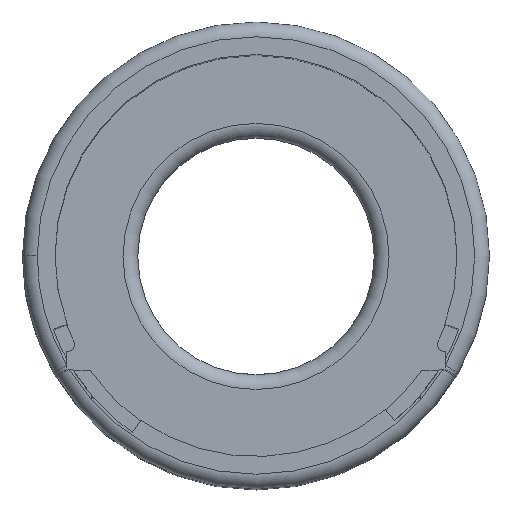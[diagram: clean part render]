
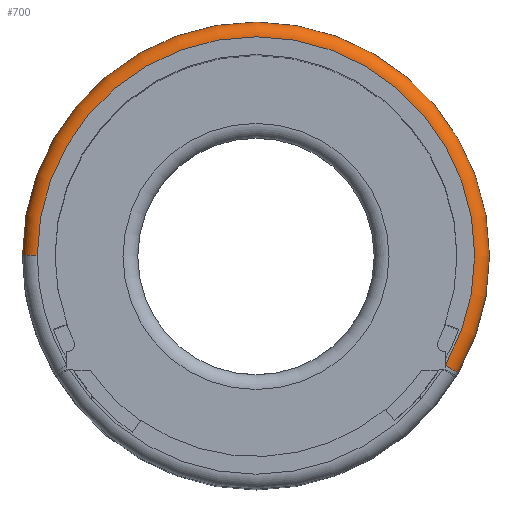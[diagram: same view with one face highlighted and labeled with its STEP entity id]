
A CAD part, top view. The second image highlights one B-rep face of the part: STEP entity #700.
In plain terms, the highlighted toroidal (fillet/blend) face has major radius 14.8 mm and minor radius 1 mm.
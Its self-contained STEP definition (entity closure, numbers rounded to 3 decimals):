
#128 = CYLINDRICAL_SURFACE('',#129,15.8);
#129 = AXIS2_PLACEMENT_3D('',#130,#131,#132);
#130 = CARTESIAN_POINT('',(0.,0.,8.4));
#131 = DIRECTION('',(0.,0.,-1.));
#132 = DIRECTION('',(-1.,0.,0.));
#198 = VERTEX_POINT('',#199);
#199 = CARTESIAN_POINT('',(-15.8,0.,7.4));
#222 = EDGE_CURVE('',#198,#223,#225,.T.);
#223 = VERTEX_POINT('',#224);
#224 = CARTESIAN_POINT('',(13.665,-7.932,7.4));
#225 = SURFACE_CURVE('',#226,(#231,#238),.PCURVE_S1.);
#226 = CIRCLE('',#227,15.8);
#227 = AXIS2_PLACEMENT_3D('',#228,#229,#230);
#228 = CARTESIAN_POINT('',(0.,0.,7.4));
#229 = DIRECTION('',(0.,0.,-1.));
#230 = DIRECTION('',(-1.,0.,0.));
#231 = PCURVE('',#128,#232);
#232 = DEFINITIONAL_REPRESENTATION('',(#233),#237);
#233 = LINE('',#234,#235);
#234 = CARTESIAN_POINT('',(0.,1.));
#235 = VECTOR('',#236,1.);
#236 = DIRECTION('',(1.,0.));
#237 = ( GEOMETRIC_REPRESENTATION_CONTEXT(2) 
PARAMETRIC_REPRESENTATION_CONTEXT() REPRESENTATION_CONTEXT('2D SPACE',''
  ) );
#238 = PCURVE('',#239,#244);
#239 = TOROIDAL_SURFACE('',#240,14.8,1.);
#240 = AXIS2_PLACEMENT_3D('',#241,#242,#243);
#241 = CARTESIAN_POINT('',(0.,0.,7.4));
#242 = DIRECTION('',(0.,0.,1.));
#243 = DIRECTION('',(-1.,0.,0.));
#244 = DEFINITIONAL_REPRESENTATION('',(#245),#249);
#245 = LINE('',#246,#247);
#246 = CARTESIAN_POINT('',(0.,0.));
#247 = VECTOR('',#248,1.);
#248 = DIRECTION('',(-1.,0.));
#249 = ( GEOMETRIC_REPRESENTATION_CONTEXT(2) 
PARAMETRIC_REPRESENTATION_CONTEXT() REPRESENTATION_CONTEXT('2D SPACE',''
  ) );
#269 = ( BOUNDED_SURFACE() B_SPLINE_SURFACE(2,3,(
    (#270,#271,#272,#273)
    ,(#274,#275,#276,#277)
    ,(#278,#279,#280,#281
)),.UNSPECIFIED.,.F.,.F.,.F.) B_SPLINE_SURFACE_WITH_KNOTS((3,3),(4,4),(
    0.,0.247),(57.947,58.194),
.PIECEWISE_BEZIER_KNOTS.) GEOMETRIC_REPRESENTATION_ITEM() 
RATIONAL_B_SPLINE_SURFACE((
    (1.,1.,1.,1.)
    ,(0.707,0.723,0.739,0.754)
,(1.,1.,1.,1.))) REPRESENTATION_ITEM('') SURFACE() );
#270 = CARTESIAN_POINT('',(13.665,-7.932,7.4));
#271 = CARTESIAN_POINT('',(13.623,-8.003,7.4));
#272 = CARTESIAN_POINT('',(13.582,-8.074,
    7.403));
#273 = CARTESIAN_POINT('',(13.539,-8.145,
    7.41));
#274 = CARTESIAN_POINT('',(13.665,-7.932,8.4));
#275 = CARTESIAN_POINT('',(13.624,-8.001,
    8.356));
#276 = CARTESIAN_POINT('',(13.582,-8.072,8.316
    ));
#277 = CARTESIAN_POINT('',(13.539,-8.145,8.28
    ));
#278 = CARTESIAN_POINT('',(12.8,-7.43,8.4));
#279 = CARTESIAN_POINT('',(12.8,-7.519,8.4));
#280 = CARTESIAN_POINT('',(12.8,-7.609,8.4));
#281 = CARTESIAN_POINT('',(12.8,-7.7,8.4));
#447 = TOROIDAL_SURFACE('',#448,14.8,1.);
#448 = AXIS2_PLACEMENT_3D('',#449,#450,#451);
#449 = CARTESIAN_POINT('',(0.,0.,7.4));
#450 = DIRECTION('',(0.,0.,1.));
#451 = DIRECTION('',(-1.,0.,0.));
#535 = EDGE_CURVE('',#198,#536,#538,.T.);
#536 = VERTEX_POINT('',#537);
#537 = CARTESIAN_POINT('',(-14.8,0.,8.4));
#538 = SURFACE_CURVE('',#539,(#544,#550),.PCURVE_S1.);
#539 = CIRCLE('',#540,1.);
#540 = AXIS2_PLACEMENT_3D('',#541,#542,#543);
#541 = CARTESIAN_POINT('',(-14.8,0.,7.4));
#542 = DIRECTION('',(0.,1.,0.));
#543 = DIRECTION('',(-1.,0.,0.));
#544 = PCURVE('',#447,#545);
#545 = DEFINITIONAL_REPRESENTATION('',(#546),#549);
#546 = B_SPLINE_CURVE_WITH_KNOTS('',1,(#547,#548),.UNSPECIFIED.,.F.,.F.,
  (2,2),(0.,1.571),.PIECEWISE_BEZIER_KNOTS.);
#547 = CARTESIAN_POINT('',(-6.283,0.));
#548 = CARTESIAN_POINT('',(-6.283,1.571));
#549 = ( GEOMETRIC_REPRESENTATION_CONTEXT(2) 
PARAMETRIC_REPRESENTATION_CONTEXT() REPRESENTATION_CONTEXT('2D SPACE',''
  ) );
#550 = PCURVE('',#239,#551);
#551 = DEFINITIONAL_REPRESENTATION('',(#552),#555);
#552 = B_SPLINE_CURVE_WITH_KNOTS('',1,(#553,#554),.UNSPECIFIED.,.F.,.F.,
  (2,2),(0.,1.571),.PIECEWISE_BEZIER_KNOTS.);
#553 = CARTESIAN_POINT('',(0.,0.));
#554 = CARTESIAN_POINT('',(0.,1.571));
#555 = ( GEOMETRIC_REPRESENTATION_CONTEXT(2) 
PARAMETRIC_REPRESENTATION_CONTEXT() REPRESENTATION_CONTEXT('2D SPACE',''
  ) );
#572 = PLANE('',#573);
#573 = AXIS2_PLACEMENT_3D('',#574,#575,#576);
#574 = CARTESIAN_POINT('',(0.,0.,8.4));
#575 = DIRECTION('',(0.,0.,-1.));
#576 = DIRECTION('',(-1.,0.,0.));
#700 = ADVANCED_FACE('',(#701),#239,.T.);
#701 = FACE_BOUND('',#702,.F.);
#702 = EDGE_LOOP('',(#703,#704,#705,#735));
#703 = ORIENTED_EDGE('',*,*,#535,.F.);
#704 = ORIENTED_EDGE('',*,*,#222,.T.);
#705 = ORIENTED_EDGE('',*,*,#706,.T.);
#706 = EDGE_CURVE('',#223,#707,#709,.T.);
#707 = VERTEX_POINT('',#708);
#708 = CARTESIAN_POINT('',(12.8,-7.43,8.4));
#709 = SURFACE_CURVE('',#710,(#715,#721),.PCURVE_S1.);
#710 = CIRCLE('',#711,1.);
#711 = AXIS2_PLACEMENT_3D('',#712,#713,#714);
#712 = CARTESIAN_POINT('',(12.8,-7.43,7.4));
#713 = DIRECTION('',(-0.502,-0.865,
    0.));
#714 = DIRECTION('',(0.865,-0.502,0.)
  );
#715 = PCURVE('',#239,#716);
#716 = DEFINITIONAL_REPRESENTATION('',(#717),#720);
#717 = B_SPLINE_CURVE_WITH_KNOTS('',1,(#718,#719),.UNSPECIFIED.,.F.,.F.,
  (2,2),(0.,1.571),.PIECEWISE_BEZIER_KNOTS.);
#718 = CARTESIAN_POINT('',(-3.668,0.));
#719 = CARTESIAN_POINT('',(-3.668,1.571));
#720 = ( GEOMETRIC_REPRESENTATION_CONTEXT(2) 
PARAMETRIC_REPRESENTATION_CONTEXT() REPRESENTATION_CONTEXT('2D SPACE',''
  ) );
#721 = PCURVE('',#269,#722);
#722 = DEFINITIONAL_REPRESENTATION('',(#723),#734);
#723 = B_SPLINE_CURVE_WITH_KNOTS('',9,(#724,#725,#726,#727,#728,#729,
    #730,#731,#732,#733),.UNSPECIFIED.,.F.,.F.,(10,10),(0.,
    1.571),.PIECEWISE_BEZIER_KNOTS.);
#724 = CARTESIAN_POINT('',(0.,57.947));
#725 = CARTESIAN_POINT('',(0.031,57.947));
#726 = CARTESIAN_POINT('',(0.059,57.947));
#727 = CARTESIAN_POINT('',(0.085,57.947));
#728 = CARTESIAN_POINT('',(0.111,57.947));
#729 = CARTESIAN_POINT('',(0.136,57.947));
#730 = CARTESIAN_POINT('',(0.162,57.947));
#731 = CARTESIAN_POINT('',(0.189,57.947));
#732 = CARTESIAN_POINT('',(0.217,57.947));
#733 = CARTESIAN_POINT('',(0.247,57.947));
#734 = ( GEOMETRIC_REPRESENTATION_CONTEXT(2) 
PARAMETRIC_REPRESENTATION_CONTEXT() REPRESENTATION_CONTEXT('2D SPACE',''
  ) );
#735 = ORIENTED_EDGE('',*,*,#736,.F.);
#736 = EDGE_CURVE('',#536,#707,#737,.T.);
#737 = SURFACE_CURVE('',#738,(#743,#750),.PCURVE_S1.);
#738 = CIRCLE('',#739,14.8);
#739 = AXIS2_PLACEMENT_3D('',#740,#741,#742);
#740 = CARTESIAN_POINT('',(0.,0.,8.4));
#741 = DIRECTION('',(0.,0.,-1.));
#742 = DIRECTION('',(-1.,0.,0.));
#743 = PCURVE('',#239,#744);
#744 = DEFINITIONAL_REPRESENTATION('',(#745),#749);
#745 = LINE('',#746,#747);
#746 = CARTESIAN_POINT('',(0.,1.571));
#747 = VECTOR('',#748,1.);
#748 = DIRECTION('',(-1.,0.));
#749 = ( GEOMETRIC_REPRESENTATION_CONTEXT(2) 
PARAMETRIC_REPRESENTATION_CONTEXT() REPRESENTATION_CONTEXT('2D SPACE',''
  ) );
#750 = PCURVE('',#572,#751);
#751 = DEFINITIONAL_REPRESENTATION('',(#752),#756);
#752 = CIRCLE('',#753,14.8);
#753 = AXIS2_PLACEMENT_2D('',#754,#755);
#754 = CARTESIAN_POINT('',(0.,0.));
#755 = DIRECTION('',(1.,0.));
#756 = ( GEOMETRIC_REPRESENTATION_CONTEXT(2) 
PARAMETRIC_REPRESENTATION_CONTEXT() REPRESENTATION_CONTEXT('2D SPACE',''
  ) );
